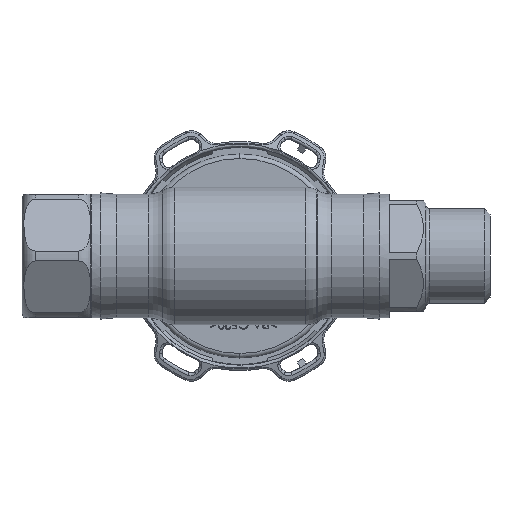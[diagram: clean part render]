
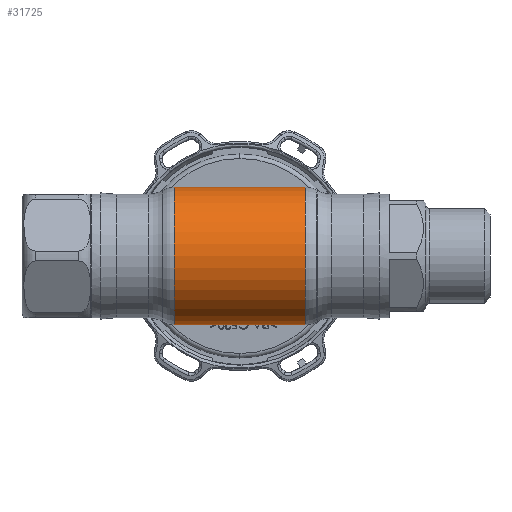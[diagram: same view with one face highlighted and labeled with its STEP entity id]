
A CAD part, front view. The second image highlights one B-rep face of the part: STEP entity #31725.
In plain terms, the highlighted cylindrical face has radius 15 mm (diameter 30 mm), a partial arc.
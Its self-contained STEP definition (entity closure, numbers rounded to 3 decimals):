
#97 = VERTEX_POINT ( 'NONE', #14873 ) ;
#623 = CARTESIAN_POINT ( 'NONE',  ( -62.69, 0., 0. ) ) ;
#1468 = VERTEX_POINT ( 'NONE', #19701 ) ;
#1469 = AXIS2_PLACEMENT_3D ( 'NONE', #623, #21886, #23856 ) ;
#2130 = EDGE_CURVE ( 'NONE', #8666, #1468, #29883, .T. ) ;
#3091 = AXIS2_PLACEMENT_3D ( 'NONE', #5972, #29362, #9217 ) ;
#5972 = CARTESIAN_POINT ( 'NONE',  ( 14.285, 0., 0. ) ) ;
#6700 = DIRECTION ( 'NONE',  ( -1., 0., 0. ) ) ;
#7006 = CARTESIAN_POINT ( 'NONE',  ( 14.285, 0., 15. ) ) ;
#7424 = FACE_OUTER_BOUND ( 'NONE', #22957, .T. ) ;
#8666 = VERTEX_POINT ( 'NONE', #17513 ) ;
#9217 = DIRECTION ( 'NONE',  ( 0., 0., 1. ) ) ;
#9562 = CARTESIAN_POINT ( 'NONE',  ( -62.69, 0., -15. ) ) ;
#9821 = ORIENTED_EDGE ( 'NONE', *, *, #28045, .T. ) ;
#11269 = ORIENTED_EDGE ( 'NONE', *, *, #32930, .T. ) ;
#11906 = CARTESIAN_POINT ( 'NONE',  ( -14.285, 0., 0. ) ) ;
#12272 = AXIS2_PLACEMENT_3D ( 'NONE', #11906, #35070, #23744 ) ;
#12321 = EDGE_CURVE ( 'NONE', #1468, #97, #26863, .T. ) ;
#14423 = VECTOR ( 'NONE', #6700, 1000. ) ;
#14483 = VECTOR ( 'NONE', #30665, 1000. ) ;
#14873 = CARTESIAN_POINT ( 'NONE',  ( -14.285, 0., 15. ) ) ;
#17513 = CARTESIAN_POINT ( 'NONE',  ( 14.285, 0., -15. ) ) ;
#19466 = LINE ( 'NONE', #28188, #14483 ) ;
#19701 = CARTESIAN_POINT ( 'NONE',  ( -14.285, 0., -15. ) ) ;
#21886 = DIRECTION ( 'NONE',  ( -1., 0., 0. ) ) ;
#22957 = EDGE_LOOP ( 'NONE', ( #35744, #9821, #11269, #36084 ) ) ;
#23744 = DIRECTION ( 'NONE',  ( 0., 0., 1. ) ) ;
#23856 = DIRECTION ( 'NONE',  ( 0., 0., 1. ) ) ;
#26863 = CIRCLE ( 'NONE', #12272, 15. ) ;
#28045 = EDGE_CURVE ( 'NONE', #8666, #36048, #31055, .T. ) ;
#28188 = CARTESIAN_POINT ( 'NONE',  ( -62.69, 0., 15. ) ) ;
#29362 = DIRECTION ( 'NONE',  ( -1., 0., 0. ) ) ;
#29883 = LINE ( 'NONE', #9562, #14423 ) ;
#30665 = DIRECTION ( 'NONE',  ( -1., 0., 0. ) ) ;
#31055 = CIRCLE ( 'NONE', #3091, 15. ) ;
#31725 = ADVANCED_FACE ( 'NONE', ( #7424 ), #32149, .T. ) ;
#32149 = CYLINDRICAL_SURFACE ( 'NONE', #1469, 15. ) ;
#32930 = EDGE_CURVE ( 'NONE', #36048, #97, #19466, .T. ) ;
#35070 = DIRECTION ( 'NONE',  ( -1., 0., 0. ) ) ;
#35744 = ORIENTED_EDGE ( 'NONE', *, *, #2130, .F. ) ;
#36048 = VERTEX_POINT ( 'NONE', #7006 ) ;
#36084 = ORIENTED_EDGE ( 'NONE', *, *, #12321, .F. ) ;
